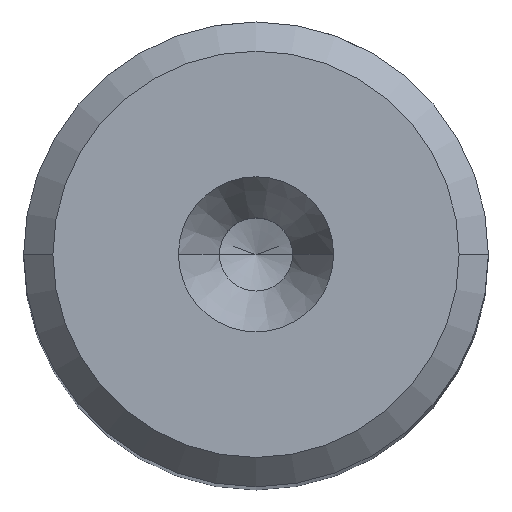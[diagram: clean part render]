
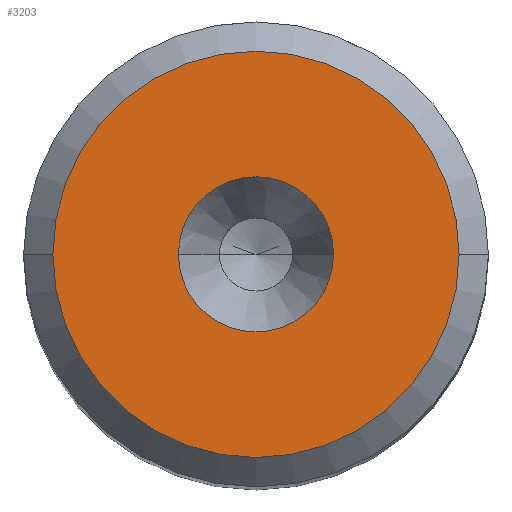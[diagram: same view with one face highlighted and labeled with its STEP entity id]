
A CAD part, top view. The second image highlights one B-rep face of the part: STEP entity #3203.
In plain terms, the highlighted planar face has unit normal (0, 0, 1).
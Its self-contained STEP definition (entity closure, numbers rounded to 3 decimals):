
#1779=CARTESIAN_POINT('',(0.,0.,0.));
#1780=DIRECTION('',(0.,0.,1.));
#1781=DIRECTION('',(1.,0.,0.));
#1782=AXIS2_PLACEMENT_3D('',#1779,#1780,#1781);
#1787=CARTESIAN_POINT('',(0.,0.,0.));
#1788=DIRECTION('',(0.,0.,1.));
#1789=DIRECTION('',(0.,-1.,0.));
#1790=AXIS2_PLACEMENT_3D('',#1787,#1788,#1789);
#1795=CARTESIAN_POINT('',(0.,0.,0.));
#1796=DIRECTION('',(0.,0.,1.));
#1797=DIRECTION('',(-1.,0.,0.));
#1798=AXIS2_PLACEMENT_3D('',#1795,#1796,#1797);
#1803=CARTESIAN_POINT('',(0.,0.,0.));
#1804=DIRECTION('',(0.,0.,1.));
#1805=DIRECTION('',(0.,1.,0.));
#1806=AXIS2_PLACEMENT_3D('',#1803,#1804,#1805);
#1811=CARTESIAN_POINT('',(0.,0.,0.));
#1812=DIRECTION('',(0.,0.,-1.));
#1813=DIRECTION('',(1.,0.,0.));
#1814=AXIS2_PLACEMENT_3D('',#1811,#1812,#1813);
#1819=CARTESIAN_POINT('',(0.,0.,0.));
#1820=DIRECTION('',(0.,0.,-1.));
#1821=DIRECTION('',(-1.,0.,0.));
#1822=AXIS2_PLACEMENT_3D('',#1819,#1820,#1821);
#2147=CARTESIAN_POINT('',(6.937,0.,
0.));
#2148=VERTEX_POINT('',#2147);
#2149=CARTESIAN_POINT('',(0.,-6.937,
0.));
#2150=VERTEX_POINT('',#2149);
#2151=CARTESIAN_POINT('',(-6.937,0.,
0.));
#2152=VERTEX_POINT('',#2151);
#2153=CARTESIAN_POINT('',(0.,6.937,0.));
#2154=VERTEX_POINT('',#2153);
#2173=CARTESIAN_POINT('',(2.65,0.,0.));
#2174=CARTESIAN_POINT('',(-2.65,0.,0.));
#2175=VERTEX_POINT('',#2173);
#2176=VERTEX_POINT('',#2174);
#3186=CARTESIAN_POINT('',(0.,0.001,0.));
#3187=DIRECTION('',(0.,0.,1.));
#3188=DIRECTION('',(1.,0.,0.));
#3189=AXIS2_PLACEMENT_3D('',#3186,#3187,#3188);
#3190=PLANE('',#3189);
#3191=ORIENTED_EDGE('',*,*,#3163,.F.);
#3192=ORIENTED_EDGE('',*,*,#3181,.F.);
#3193=ORIENTED_EDGE('',*,*,#3179,.F.);
#3194=ORIENTED_EDGE('',*,*,#3165,.F.);
#3195=EDGE_LOOP('',(#3191,#3192,#3193,#3194));
#3196=FACE_OUTER_BOUND('',#3195,.F.);
#3198=ORIENTED_EDGE('',*,*,#3197,.F.);
#3200=ORIENTED_EDGE('',*,*,#3199,.F.);
#3201=EDGE_LOOP('',(#3198,#3200));
#3202=FACE_BOUND('',#3201,.F.);
#1783=CIRCLE('',#1782,6.937);
#1791=CIRCLE('',#1790,6.937);
#1799=CIRCLE('',#1798,6.937);
#1807=CIRCLE('',#1806,6.937);
#1815=CIRCLE('',#1814,2.65);
#1823=CIRCLE('',#1822,2.65);
#3163=EDGE_CURVE('',#2148,#2154,#1783,.T.);
#3165=EDGE_CURVE('',#2154,#2152,#1807,.T.);
#3179=EDGE_CURVE('',#2152,#2150,#1799,.T.);
#3181=EDGE_CURVE('',#2150,#2148,#1791,.T.);
#3197=EDGE_CURVE('',#2175,#2176,#1815,.T.);
#3199=EDGE_CURVE('',#2176,#2175,#1823,.T.);
#3203=ADVANCED_FACE('',(#3196,#3202),#3190,.T.);
